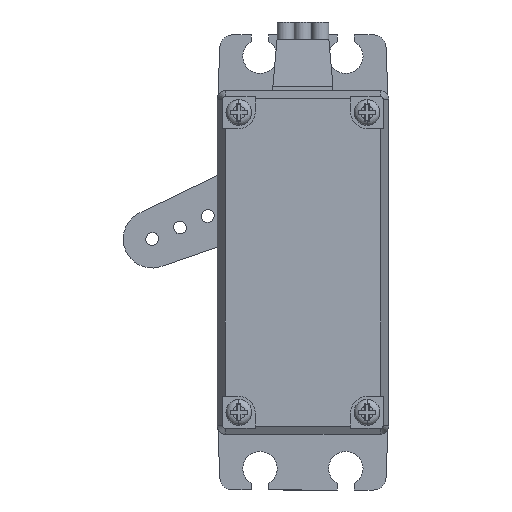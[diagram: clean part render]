
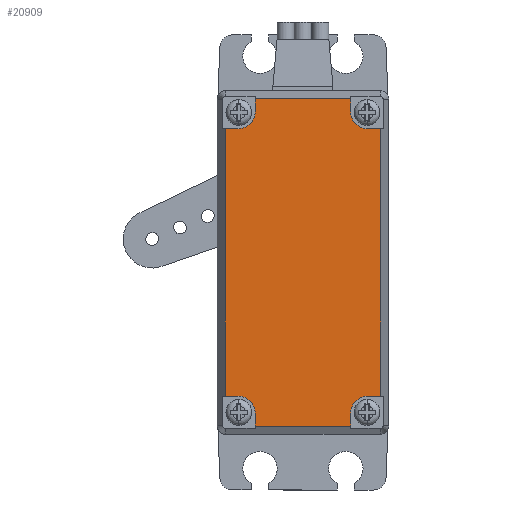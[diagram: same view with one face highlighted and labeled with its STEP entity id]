
A CAD part, front view. The second image highlights one B-rep face of the part: STEP entity #20909.
In plain terms, the highlighted planar face has unit normal (0, -1, 0).
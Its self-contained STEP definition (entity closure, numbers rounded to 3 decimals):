
#72 = VECTOR ( 'NONE', #9329, 1000. ) ;
#198 = DIRECTION ( 'NONE',  ( 0., 0., -1. ) ) ;
#222 = EDGE_CURVE ( 'NONE', #3852, #15386, #16713, .T. ) ;
#369 = LINE ( 'NONE', #18843, #17550 ) ;
#889 = DIRECTION ( 'NONE',  ( 1., 0., 0. ) ) ;
#959 = CARTESIAN_POINT ( 'NONE',  ( 5.562, -3.5, -19.062 ) ) ;
#1281 = VERTEX_POINT ( 'NONE', #4633 ) ;
#1314 = FACE_OUTER_BOUND ( 'NONE', #10054, .T. ) ;
#1848 = CARTESIAN_POINT ( 'NONE',  ( -9., -3.5, -19.062 ) ) ;
#2079 = EDGE_CURVE ( 'NONE', #16379, #11754, #2807, .T. ) ;
#2207 = CARTESIAN_POINT ( 'NONE',  ( 7.562, -3.5, 17.562 ) ) ;
#2234 = CIRCLE ( 'NONE', #19639, 2. ) ;
#2259 = ORIENTED_EDGE ( 'NONE', *, *, #8968, .F. ) ;
#2807 = CIRCLE ( 'NONE', #11642, 2. ) ;
#3019 = VERTEX_POINT ( 'NONE', #12038 ) ;
#3222 = ORIENTED_EDGE ( 'NONE', *, *, #12545, .F. ) ;
#3451 = EDGE_CURVE ( 'NONE', #16783, #15684, #2234, .T. ) ;
#3561 = ORIENTED_EDGE ( 'NONE', *, *, #15207, .T. ) ;
#3669 = CARTESIAN_POINT ( 'NONE',  ( 5.562, -3.5, 17.562 ) ) ;
#3852 = VERTEX_POINT ( 'NONE', #7761 ) ;
#3880 = DIRECTION ( 'NONE',  ( 0., 0., 1. ) ) ;
#4305 = ORIENTED_EDGE ( 'NONE', *, *, #14107, .T. ) ;
#4370 = CARTESIAN_POINT ( 'NONE',  ( -7.562, -3.5, 17.562 ) ) ;
#4594 = ORIENTED_EDGE ( 'NONE', *, *, #19605, .T. ) ;
#4633 = CARTESIAN_POINT ( 'NONE',  ( -5.562, -3.5, 19.062 ) ) ;
#4831 = VERTEX_POINT ( 'NONE', #15576 ) ;
#4893 = CARTESIAN_POINT ( 'NONE',  ( -10.847, -3.5, -15.562 ) ) ;
#5076 = AXIS2_PLACEMENT_3D ( 'NONE', #4370, #16035, #6040 ) ;
#5148 = CARTESIAN_POINT ( 'NONE',  ( 5.562, -3.5, -21.378 ) ) ;
#5231 = LINE ( 'NONE', #7814, #16435 ) ;
#5261 = DIRECTION ( 'NONE',  ( 0., 0., 1. ) ) ;
#5410 = CARTESIAN_POINT ( 'NONE',  ( -9.062, -3.5, 19. ) ) ;
#5523 = DIRECTION ( 'NONE',  ( -1., 0., 0. ) ) ;
#5530 = EDGE_CURVE ( 'NONE', #15684, #6872, #14654, .T. ) ;
#5659 = CARTESIAN_POINT ( 'NONE',  ( 7.562, -3.5, -17.562 ) ) ;
#6040 = DIRECTION ( 'NONE',  ( 0., 0., -1. ) ) ;
#6093 = CARTESIAN_POINT ( 'NONE',  ( -5.562, -3.5, -19.062 ) ) ;
#6174 = LINE ( 'NONE', #18590, #15044 ) ;
#6318 = EDGE_CURVE ( 'NONE', #4831, #1281, #8129, .T. ) ;
#6564 = DIRECTION ( 'NONE',  ( 0., -1., 0. ) ) ;
#6807 = PLANE ( 'NONE',  #12962 ) ;
#6856 = ORIENTED_EDGE ( 'NONE', *, *, #222, .F. ) ;
#6864 = LINE ( 'NONE', #1848, #9726 ) ;
#6872 = VERTEX_POINT ( 'NONE', #17155 ) ;
#6989 = CIRCLE ( 'NONE', #5076, 2. ) ;
#7100 = CARTESIAN_POINT ( 'NONE',  ( 9., -3.5, 19.062 ) ) ;
#7305 = DIRECTION ( 'NONE',  ( 0., 0., -1. ) ) ;
#7482 = EDGE_CURVE ( 'NONE', #11754, #17280, #7785, .T. ) ;
#7526 = ORIENTED_EDGE ( 'NONE', *, *, #16070, .F. ) ;
#7698 = DIRECTION ( 'NONE',  ( 0., 0., 1. ) ) ;
#7761 = CARTESIAN_POINT ( 'NONE',  ( 5.562, -3.5, -17.562 ) ) ;
#7785 = LINE ( 'NONE', #15891, #20584 ) ;
#7814 = CARTESIAN_POINT ( 'NONE',  ( 5.562, -3.5, -19. ) ) ;
#8129 = LINE ( 'NONE', #7100, #12557 ) ;
#8146 = VERTEX_POINT ( 'NONE', #6093 ) ;
#8477 = CARTESIAN_POINT ( 'NONE',  ( -9., -3.5, -19. ) ) ;
#8643 = VECTOR ( 'NONE', #19835, 1000. ) ;
#8715 = ORIENTED_EDGE ( 'NONE', *, *, #7482, .F. ) ;
#8881 = LINE ( 'NONE', #21045, #12565 ) ;
#8968 = EDGE_CURVE ( 'NONE', #8146, #16783, #6174, .T. ) ;
#9004 = CIRCLE ( 'NONE', #15277, 2. ) ;
#9147 = LINE ( 'NONE', #16493, #8643 ) ;
#9329 = DIRECTION ( 'NONE',  ( 0., 0., 1. ) ) ;
#9510 = DIRECTION ( 'NONE',  ( 0., 0., -1. ) ) ;
#9726 = VECTOR ( 'NONE', #15188, 1000. ) ;
#10054 = EDGE_LOOP ( 'NONE', ( #2259, #4305, #6856, #19567, #14258, #4594, #8715, #12514, #7526, #14031, #3222, #15700, #16698, #3561, #14989, #17036 ) ) ;
#10157 = DIRECTION ( 'NONE',  ( 0., -1., 0. ) ) ;
#11018 = DIRECTION ( 'NONE',  ( 0., 0., -1. ) ) ;
#11455 = CARTESIAN_POINT ( 'NONE',  ( 9.062, -3.5, -15.562 ) ) ;
#11642 = AXIS2_PLACEMENT_3D ( 'NONE', #2207, #13872, #3880 ) ;
#11747 = VECTOR ( 'NONE', #11018, 1000. ) ;
#11754 = VERTEX_POINT ( 'NONE', #17037 ) ;
#11802 = EDGE_CURVE ( 'NONE', #18670, #16037, #369, .T. ) ;
#12038 = CARTESIAN_POINT ( 'NONE',  ( -9.062, -3.5, 15.562 ) ) ;
#12305 = LINE ( 'NONE', #19320, #72 ) ;
#12514 = ORIENTED_EDGE ( 'NONE', *, *, #2079, .F. ) ;
#12545 = EDGE_CURVE ( 'NONE', #13905, #1281, #12305, .T. ) ;
#12557 = VECTOR ( 'NONE', #17100, 1000. ) ;
#12565 = VECTOR ( 'NONE', #7698, 1000. ) ;
#12740 = EDGE_CURVE ( 'NONE', #3019, #20840, #9147, .T. ) ;
#12962 = AXIS2_PLACEMENT_3D ( 'NONE', #8477, #10157, #198 ) ;
#13331 = CARTESIAN_POINT ( 'NONE',  ( 9.062, -3.5, 15.562 ) ) ;
#13872 = DIRECTION ( 'NONE',  ( 0., -1., 0. ) ) ;
#13905 = VERTEX_POINT ( 'NONE', #19643 ) ;
#14031 = ORIENTED_EDGE ( 'NONE', *, *, #6318, .T. ) ;
#14107 = EDGE_CURVE ( 'NONE', #8146, #15386, #6864, .T. ) ;
#14121 = VECTOR ( 'NONE', #18207, 1000. ) ;
#14258 = ORIENTED_EDGE ( 'NONE', *, *, #11802, .F. ) ;
#14654 = LINE ( 'NONE', #4893, #14121 ) ;
#14989 = ORIENTED_EDGE ( 'NONE', *, *, #5530, .F. ) ;
#15044 = VECTOR ( 'NONE', #5261, 1000. ) ;
#15188 = DIRECTION ( 'NONE',  ( 1., 0., 0. ) ) ;
#15207 = EDGE_CURVE ( 'NONE', #3019, #6872, #15950, .T. ) ;
#15277 = AXIS2_PLACEMENT_3D ( 'NONE', #5659, #17317, #7305 ) ;
#15386 = VERTEX_POINT ( 'NONE', #959 ) ;
#15426 = VECTOR ( 'NONE', #18729, 1000. ) ;
#15576 = CARTESIAN_POINT ( 'NONE',  ( 5.562, -3.5, 19.062 ) ) ;
#15684 = VERTEX_POINT ( 'NONE', #20091 ) ;
#15700 = ORIENTED_EDGE ( 'NONE', *, *, #17056, .F. ) ;
#15891 = CARTESIAN_POINT ( 'NONE',  ( 10.847, -3.5, 15.562 ) ) ;
#15950 = LINE ( 'NONE', #5410, #15426 ) ;
#16035 = DIRECTION ( 'NONE',  ( 0., -1., 0. ) ) ;
#16037 = VERTEX_POINT ( 'NONE', #19422 ) ;
#16070 = EDGE_CURVE ( 'NONE', #4831, #16379, #5231, .T. ) ;
#16379 = VERTEX_POINT ( 'NONE', #3669 ) ;
#16435 = VECTOR ( 'NONE', #9510, 1000. ) ;
#16493 = CARTESIAN_POINT ( 'NONE',  ( -9., -3.5, 15.562 ) ) ;
#16554 = CARTESIAN_POINT ( 'NONE',  ( -7.562, -3.5, -17.562 ) ) ;
#16653 = CARTESIAN_POINT ( 'NONE',  ( -7.562, -3.5, 15.562 ) ) ;
#16698 = ORIENTED_EDGE ( 'NONE', *, *, #12740, .F. ) ;
#16713 = LINE ( 'NONE', #5148, #11747 ) ;
#16783 = VERTEX_POINT ( 'NONE', #16841 ) ;
#16841 = CARTESIAN_POINT ( 'NONE',  ( -5.562, -3.5, -17.562 ) ) ;
#17036 = ORIENTED_EDGE ( 'NONE', *, *, #3451, .F. ) ;
#17037 = CARTESIAN_POINT ( 'NONE',  ( 7.562, -3.5, 15.562 ) ) ;
#17056 = EDGE_CURVE ( 'NONE', #20840, #13905, #6989, .T. ) ;
#17100 = DIRECTION ( 'NONE',  ( -1., 0., 0. ) ) ;
#17155 = CARTESIAN_POINT ( 'NONE',  ( -9.062, -3.5, -15.562 ) ) ;
#17280 = VERTEX_POINT ( 'NONE', #13331 ) ;
#17317 = DIRECTION ( 'NONE',  ( 0., -1., 0. ) ) ;
#17550 = VECTOR ( 'NONE', #5523, 1000. ) ;
#18207 = DIRECTION ( 'NONE',  ( -1., 0., 0. ) ) ;
#18209 = DIRECTION ( 'NONE',  ( 0., 0., 1. ) ) ;
#18359 = EDGE_CURVE ( 'NONE', #16037, #3852, #9004, .T. ) ;
#18590 = CARTESIAN_POINT ( 'NONE',  ( -5.562, -3.5, -19. ) ) ;
#18670 = VERTEX_POINT ( 'NONE', #11455 ) ;
#18729 = DIRECTION ( 'NONE',  ( 0., 0., -1. ) ) ;
#18843 = CARTESIAN_POINT ( 'NONE',  ( -9., -3.5, -15.562 ) ) ;
#19320 = CARTESIAN_POINT ( 'NONE',  ( -5.562, -3.5, 21.378 ) ) ;
#19422 = CARTESIAN_POINT ( 'NONE',  ( 7.562, -3.5, -15.562 ) ) ;
#19567 = ORIENTED_EDGE ( 'NONE', *, *, #18359, .F. ) ;
#19605 = EDGE_CURVE ( 'NONE', #18670, #17280, #8881, .T. ) ;
#19639 = AXIS2_PLACEMENT_3D ( 'NONE', #16554, #6564, #18209 ) ;
#19643 = CARTESIAN_POINT ( 'NONE',  ( -5.562, -3.5, 17.562 ) ) ;
#19835 = DIRECTION ( 'NONE',  ( 1., 0., 0. ) ) ;
#20091 = CARTESIAN_POINT ( 'NONE',  ( -7.562, -3.5, -15.562 ) ) ;
#20584 = VECTOR ( 'NONE', #889, 1000. ) ;
#20840 = VERTEX_POINT ( 'NONE', #16653 ) ;
#20909 = ADVANCED_FACE ( 'NONE', ( #1314 ), #6807, .T. ) ;
#21045 = CARTESIAN_POINT ( 'NONE',  ( 9.062, -3.5, -19. ) ) ;
